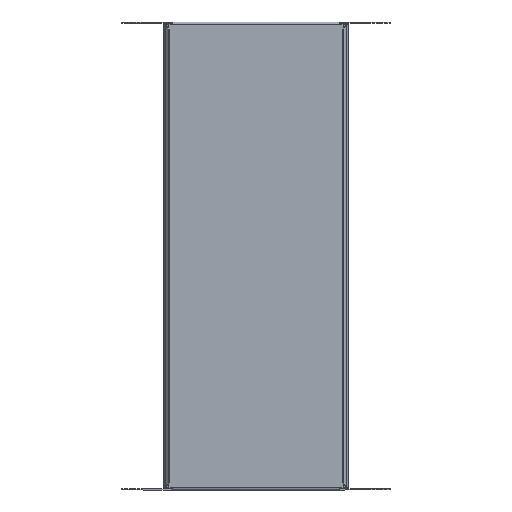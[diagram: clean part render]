
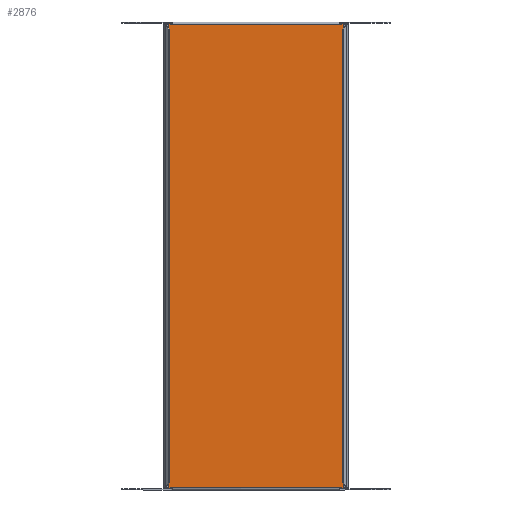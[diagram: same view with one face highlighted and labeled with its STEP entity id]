
A CAD part, front view. The second image highlights one B-rep face of the part: STEP entity #2876.
In plain terms, the highlighted planar face has unit normal (0, -1, 0).
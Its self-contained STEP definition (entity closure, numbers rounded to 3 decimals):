
#28 = EDGE_CURVE ( 'NONE', #2551, #85, #1985, .T. ) ;
#85 = VERTEX_POINT ( 'NONE', #1102 ) ;
#96 = VERTEX_POINT ( 'NONE', #550 ) ;
#106 = CARTESIAN_POINT ( 'NONE',  ( 91.75, 0., 247.5 ) ) ;
#343 = VERTEX_POINT ( 'NONE', #1871 ) ;
#366 = VECTOR ( 'NONE', #3256, 1000. ) ;
#376 = CARTESIAN_POINT ( 'NONE',  ( 93.25, 0., -247.5 ) ) ;
#424 = LINE ( 'NONE', #1040, #1050 ) ;
#427 = VECTOR ( 'NONE', #3310, 1000. ) ;
#428 = CARTESIAN_POINT ( 'NONE',  ( -91.75, 0., 247.5 ) ) ;
#435 = EDGE_CURVE ( 'NONE', #2555, #2227, #3153, .T. ) ;
#463 = CARTESIAN_POINT ( 'NONE',  ( 93.25, 0., -247.5 ) ) ;
#503 = DIRECTION ( 'NONE',  ( 0., 1., 0. ) ) ;
#518 = LINE ( 'NONE', #463, #427 ) ;
#528 = CIRCLE ( 'NONE', #1410, 3.25 ) ;
#550 = CARTESIAN_POINT ( 'NONE',  ( 90.5, 0., -247.75 ) ) ;
#555 = ORIENTED_EDGE ( 'NONE', *, *, #1343, .T. ) ;
#594 = CARTESIAN_POINT ( 'NONE',  ( -90.5, 0., 247.75 ) ) ;
#597 = CARTESIAN_POINT ( 'NONE',  ( -93.25, 0., 247.5 ) ) ;
#598 = ORIENTED_EDGE ( 'NONE', *, *, #1640, .F. ) ;
#605 = DIRECTION ( 'NONE',  ( 1., 0., 0. ) ) ;
#645 = DIRECTION ( 'NONE',  ( 1., 0., 0. ) ) ;
#652 = LINE ( 'NONE', #2399, #3298 ) ;
#722 = EDGE_CURVE ( 'NONE', #946, #2227, #528, .T. ) ;
#723 = DIRECTION ( 'NONE',  ( 0., 1., 0. ) ) ;
#730 = DIRECTION ( 'NONE',  ( 0., 0., 1. ) ) ;
#832 = CARTESIAN_POINT ( 'NONE',  ( -144., 0., -247.75 ) ) ;
#845 = DIRECTION ( 'NONE',  ( -1., 0., 0. ) ) ;
#889 = CARTESIAN_POINT ( 'NONE',  ( -93.25, 0., 247.5 ) ) ;
#902 = EDGE_CURVE ( 'NONE', #1644, #96, #2791, .T. ) ;
#920 = EDGE_CURVE ( 'NONE', #2737, #1313, #652, .T. ) ;
#926 = AXIS2_PLACEMENT_3D ( 'NONE', #2275, #723, #987 ) ;
#944 = AXIS2_PLACEMENT_3D ( 'NONE', #1816, #1354, #3142 ) ;
#946 = VERTEX_POINT ( 'NONE', #594 ) ;
#987 = DIRECTION ( 'NONE',  ( 0., 0., -1. ) ) ;
#1011 = AXIS2_PLACEMENT_3D ( 'NONE', #3194, #1400, #2939 ) ;
#1037 = EDGE_CURVE ( 'NONE', #96, #1682, #1185, .T. ) ;
#1040 = CARTESIAN_POINT ( 'NONE',  ( -93.25, 0., 247.5 ) ) ;
#1050 = VECTOR ( 'NONE', #1556, 1000. ) ;
#1102 = CARTESIAN_POINT ( 'NONE',  ( 90.5, 0., 247.75 ) ) ;
#1176 = AXIS2_PLACEMENT_3D ( 'NONE', #1404, #3198, #1664 ) ;
#1185 = CIRCLE ( 'NONE', #1176, 3.25 ) ;
#1238 = CARTESIAN_POINT ( 'NONE',  ( 91.75, 0., -247.5 ) ) ;
#1241 = CARTESIAN_POINT ( 'NONE',  ( -93.25, 0., -247.5 ) ) ;
#1265 = VECTOR ( 'NONE', #605, 1000. ) ;
#1313 = VERTEX_POINT ( 'NONE', #1241 ) ;
#1343 = EDGE_CURVE ( 'NONE', #2737, #1644, #2429, .T. ) ;
#1354 = DIRECTION ( 'NONE',  ( 0., -1., 0. ) ) ;
#1400 = DIRECTION ( 'NONE',  ( 0., 1., 0. ) ) ;
#1404 = CARTESIAN_POINT ( 'NONE',  ( 91.75, 0., -250.75 ) ) ;
#1410 = AXIS2_PLACEMENT_3D ( 'NONE', #2056, #503, #2314 ) ;
#1416 = CARTESIAN_POINT ( 'NONE',  ( -144., 0., 247.75 ) ) ;
#1455 = ORIENTED_EDGE ( 'NONE', *, *, #435, .F. ) ;
#1499 = VECTOR ( 'NONE', #730, 1000. ) ;
#1556 = DIRECTION ( 'NONE',  ( 1., 0., 0. ) ) ;
#1569 = ORIENTED_EDGE ( 'NONE', *, *, #902, .T. ) ;
#1611 = DIRECTION ( 'NONE',  ( 1., 0., 0. ) ) ;
#1640 = EDGE_CURVE ( 'NONE', #3002, #1682, #1733, .T. ) ;
#1644 = VERTEX_POINT ( 'NONE', #2246 ) ;
#1664 = DIRECTION ( 'NONE',  ( 0., 0., -1. ) ) ;
#1682 = VERTEX_POINT ( 'NONE', #1238 ) ;
#1733 = LINE ( 'NONE', #3263, #366 ) ;
#1816 = CARTESIAN_POINT ( 'NONE',  ( -144., 0., 250. ) ) ;
#1871 = CARTESIAN_POINT ( 'NONE',  ( 93.25, 0., 247.5 ) ) ;
#1937 = ORIENTED_EDGE ( 'NONE', *, *, #722, .T. ) ;
#1985 = CIRCLE ( 'NONE', #1011, 3.25 ) ;
#2055 = CARTESIAN_POINT ( 'NONE',  ( -91.75, 0., -247.5 ) ) ;
#2056 = CARTESIAN_POINT ( 'NONE',  ( -91.75, 0., 250.75 ) ) ;
#2185 = LINE ( 'NONE', #3038, #1499 ) ;
#2227 = VERTEX_POINT ( 'NONE', #428 ) ;
#2246 = CARTESIAN_POINT ( 'NONE',  ( -90.5, 0., -247.75 ) ) ;
#2275 = CARTESIAN_POINT ( 'NONE',  ( -91.75, 0., -250.75 ) ) ;
#2280 = EDGE_CURVE ( 'NONE', #1313, #2555, #2185, .T. ) ;
#2314 = DIRECTION ( 'NONE',  ( 0., 0., -1. ) ) ;
#2371 = PLANE ( 'NONE',  #944 ) ;
#2399 = CARTESIAN_POINT ( 'NONE',  ( -93.25, 0., -247.5 ) ) ;
#2402 = ORIENTED_EDGE ( 'NONE', *, *, #3279, .F. ) ;
#2416 = ORIENTED_EDGE ( 'NONE', *, *, #28, .T. ) ;
#2429 = CIRCLE ( 'NONE', #926, 3.25 ) ;
#2492 = ORIENTED_EDGE ( 'NONE', *, *, #2280, .F. ) ;
#2533 = ORIENTED_EDGE ( 'NONE', *, *, #2615, .F. ) ;
#2551 = VERTEX_POINT ( 'NONE', #106 ) ;
#2555 = VERTEX_POINT ( 'NONE', #889 ) ;
#2582 = ORIENTED_EDGE ( 'NONE', *, *, #1037, .T. ) ;
#2615 = EDGE_CURVE ( 'NONE', #946, #85, #2984, .T. ) ;
#2671 = ORIENTED_EDGE ( 'NONE', *, *, #2706, .F. ) ;
#2706 = EDGE_CURVE ( 'NONE', #343, #3002, #518, .T. ) ;
#2718 = VECTOR ( 'NONE', #1611, 1000. ) ;
#2737 = VERTEX_POINT ( 'NONE', #2055 ) ;
#2752 = VECTOR ( 'NONE', #645, 1000. ) ;
#2782 = FACE_OUTER_BOUND ( 'NONE', #3130, .T. ) ;
#2791 = LINE ( 'NONE', #832, #2718 ) ;
#2876 = ADVANCED_FACE ( 'NONE', ( #2782 ), #2371, .T. ) ;
#2939 = DIRECTION ( 'NONE',  ( 0., 0., -1. ) ) ;
#2984 = LINE ( 'NONE', #1416, #2752 ) ;
#3002 = VERTEX_POINT ( 'NONE', #376 ) ;
#3038 = CARTESIAN_POINT ( 'NONE',  ( -93.25, 0., -247.5 ) ) ;
#3048 = ORIENTED_EDGE ( 'NONE', *, *, #920, .F. ) ;
#3130 = EDGE_LOOP ( 'NONE', ( #1569, #2582, #598, #2671, #2402, #2416, #2533, #1937, #1455, #2492, #3048, #555 ) ) ;
#3142 = DIRECTION ( 'NONE',  ( 0., 0., -1. ) ) ;
#3153 = LINE ( 'NONE', #597, #1265 ) ;
#3194 = CARTESIAN_POINT ( 'NONE',  ( 91.75, 0., 250.75 ) ) ;
#3198 = DIRECTION ( 'NONE',  ( 0., 1., 0. ) ) ;
#3256 = DIRECTION ( 'NONE',  ( -1., 0., 0. ) ) ;
#3263 = CARTESIAN_POINT ( 'NONE',  ( -93.25, 0., -247.5 ) ) ;
#3279 = EDGE_CURVE ( 'NONE', #2551, #343, #424, .T. ) ;
#3298 = VECTOR ( 'NONE', #845, 1000. ) ;
#3310 = DIRECTION ( 'NONE',  ( 0., 0., -1. ) ) ;
